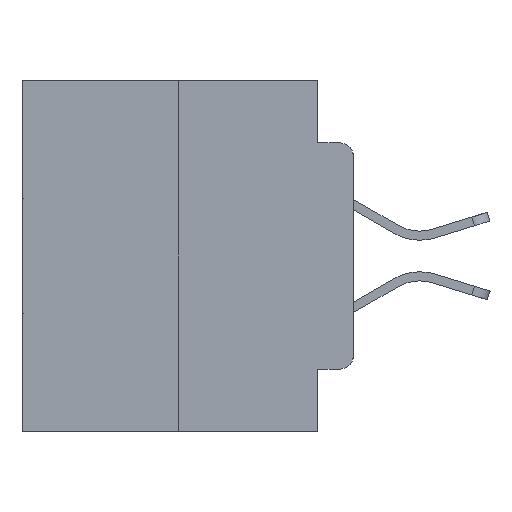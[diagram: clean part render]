
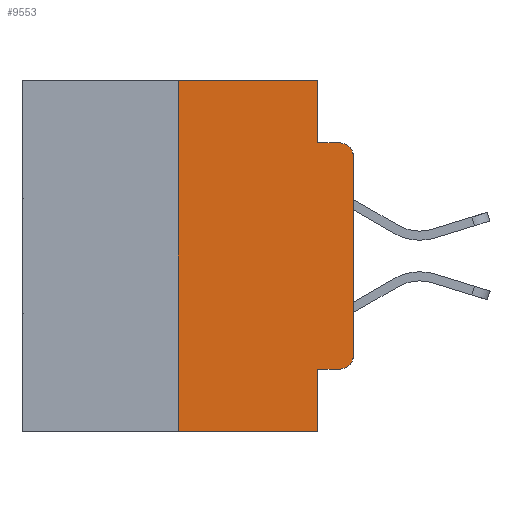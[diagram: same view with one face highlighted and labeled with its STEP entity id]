
A CAD part, left-side view. The second image highlights one B-rep face of the part: STEP entity #9553.
In plain terms, the highlighted planar face has unit normal (-1, 0, 0).
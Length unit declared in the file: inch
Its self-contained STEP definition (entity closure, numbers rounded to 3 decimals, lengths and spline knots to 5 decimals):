
#130 = VECTOR ( 'NONE', #14315, 39.37008 ) ;
#263 = VERTEX_POINT ( 'NONE', #3500 ) ;
#532 = DIRECTION ( 'NONE',  ( 0., -1., 0. ) ) ;
#828 = LINE ( 'NONE', #25348, #130 ) ;
#929 = EDGE_CURVE ( 'NONE', #3775, #23700, #13743, .T. ) ;
#2412 = EDGE_CURVE ( 'NONE', #22544, #3775, #828, .T. ) ;
#2857 = VECTOR ( 'NONE', #532, 39.37008 ) ;
#3500 = CARTESIAN_POINT ( 'NONE',  ( 0., 0.02, -0.0885 ) ) ;
#3609 = EDGE_LOOP ( 'NONE', ( #4705, #15713, #20867, #20510, #23574, #13439, #6720, #18040, #19152, #10635 ) ) ;
#3775 = VERTEX_POINT ( 'NONE', #12143 ) ;
#3878 = CARTESIAN_POINT ( 'NONE',  ( 0., 0., -0.1085 ) ) ;
#4002 = CARTESIAN_POINT ( 'NONE',  ( 0., 0.051, -0.0885 ) ) ;
#4129 = VECTOR ( 'NONE', #10931, 39.37008 ) ;
#4416 = DIRECTION ( 'NONE',  ( 0., -1., 0. ) ) ;
#4667 = LINE ( 'NONE', #24550, #14420 ) ;
#4705 = ORIENTED_EDGE ( 'NONE', *, *, #28333, .T. ) ;
#5108 = AXIS2_PLACEMENT_3D ( 'NONE', #14945, #14659, #14801 ) ;
#5653 = VECTOR ( 'NONE', #4416, 39.37008 ) ;
#6720 = ORIENTED_EDGE ( 'NONE', *, *, #28665, .T. ) ;
#6797 = CARTESIAN_POINT ( 'NONE',  ( 0., 0.051, 0. ) ) ;
#7240 = EDGE_CURVE ( 'NONE', #21296, #14639, #15516, .T. ) ;
#7386 = LINE ( 'NONE', #20303, #8404 ) ;
#8404 = VECTOR ( 'NONE', #9428, 39.37008 ) ;
#9428 = DIRECTION ( 'NONE',  ( 0., 0., 1. ) ) ;
#9553 = ADVANCED_FACE ( 'NONE', ( #21106 ), #9638, .F. ) ;
#9638 = PLANE ( 'NONE',  #22213 ) ;
#10069 = DIRECTION ( 'NONE',  ( 0., 0., -1. ) ) ;
#10635 = ORIENTED_EDGE ( 'NONE', *, *, #23987, .T. ) ;
#10905 = EDGE_CURVE ( 'NONE', #15260, #22544, #19365, .T. ) ;
#10931 = DIRECTION ( 'NONE',  ( 0., 0., 1. ) ) ;
#11812 = EDGE_CURVE ( 'NONE', #17326, #263, #25495, .T. ) ;
#12143 = CARTESIAN_POINT ( 'NONE',  ( 0., 0.051, 0. ) ) ;
#13439 = ORIENTED_EDGE ( 'NONE', *, *, #10905, .F. ) ;
#13743 = LINE ( 'NONE', #15778, #15596 ) ;
#13791 = CARTESIAN_POINT ( 'NONE',  ( 0., 0.25, -0.5 ) ) ;
#14315 = DIRECTION ( 'NONE',  ( 0., -1., 0. ) ) ;
#14420 = VECTOR ( 'NONE', #27468, 39.37008 ) ;
#14639 = VERTEX_POINT ( 'NONE', #20427 ) ;
#14659 = DIRECTION ( 'NONE',  ( -1., 0., 0. ) ) ;
#14801 = DIRECTION ( 'NONE',  ( 0., 0., -1. ) ) ;
#14945 = CARTESIAN_POINT ( 'NONE',  ( 0., 0.02, -0.1085 ) ) ;
#15260 = VERTEX_POINT ( 'NONE', #13791 ) ;
#15371 = DIRECTION ( 'NONE',  ( 0., 0., -1. ) ) ;
#15516 = LINE ( 'NONE', #6797, #21661 ) ;
#15596 = VECTOR ( 'NONE', #24492, 39.37008 ) ;
#15713 = ORIENTED_EDGE ( 'NONE', *, *, #11812, .T. ) ;
#15778 = CARTESIAN_POINT ( 'NONE',  ( 0., 0.051, 0. ) ) ;
#15833 = VERTEX_POINT ( 'NONE', #25224 ) ;
#17326 = VERTEX_POINT ( 'NONE', #3878 ) ;
#17611 = CARTESIAN_POINT ( 'NONE',  ( 0., 0.25, 0. ) ) ;
#18040 = ORIENTED_EDGE ( 'NONE', *, *, #7240, .F. ) ;
#18250 = CARTESIAN_POINT ( 'NONE',  ( 0., 0.473, -0.5 ) ) ;
#18504 = CARTESIAN_POINT ( 'NONE',  ( 0., 0.473, 0. ) ) ;
#18506 = CARTESIAN_POINT ( 'NONE',  ( 0., 0.02, -0.3915 ) ) ;
#19152 = ORIENTED_EDGE ( 'NONE', *, *, #27284, .T. ) ;
#19315 = CARTESIAN_POINT ( 'NONE',  ( 0., 0.051, -0.4115 ) ) ;
#19365 = LINE ( 'NONE', #17611, #4129 ) ;
#20303 = CARTESIAN_POINT ( 'NONE',  ( 0., 0., 0. ) ) ;
#20427 = CARTESIAN_POINT ( 'NONE',  ( 0., 0.051, -0.5 ) ) ;
#20510 = ORIENTED_EDGE ( 'NONE', *, *, #929, .F. ) ;
#20867 = ORIENTED_EDGE ( 'NONE', *, *, #26455, .F. ) ;
#21106 = FACE_OUTER_BOUND ( 'NONE', #3609, .T. ) ;
#21296 = VERTEX_POINT ( 'NONE', #19315 ) ;
#21661 = VECTOR ( 'NONE', #15371, 39.37008 ) ;
#22115 = CARTESIAN_POINT ( 'NONE',  ( 0., 0.051, -0.4115 ) ) ;
#22213 = AXIS2_PLACEMENT_3D ( 'NONE', #18504, #27374, #10069 ) ;
#22544 = VERTEX_POINT ( 'NONE', #23129 ) ;
#22875 = LINE ( 'NONE', #18250, #2857 ) ;
#23129 = CARTESIAN_POINT ( 'NONE',  ( 0., 0.25, 0. ) ) ;
#23574 = ORIENTED_EDGE ( 'NONE', *, *, #2412, .F. ) ;
#23700 = VERTEX_POINT ( 'NONE', #4002 ) ;
#23841 = CARTESIAN_POINT ( 'NONE',  ( 0., 0., -0.3915 ) ) ;
#23987 = EDGE_CURVE ( 'NONE', #15833, #24994, #26842, .T. ) ;
#24142 = DIRECTION ( 'NONE',  ( 0., 0., -1. ) ) ;
#24305 = LINE ( 'NONE', #22115, #5653 ) ;
#24492 = DIRECTION ( 'NONE',  ( 0., 0., -1. ) ) ;
#24550 = CARTESIAN_POINT ( 'NONE',  ( 0., 0.051, -0.0885 ) ) ;
#24994 = VERTEX_POINT ( 'NONE', #23841 ) ;
#25224 = CARTESIAN_POINT ( 'NONE',  ( 0., 0.02, -0.4115 ) ) ;
#25348 = CARTESIAN_POINT ( 'NONE',  ( 0., 0.473, 0. ) ) ;
#25495 = CIRCLE ( 'NONE', #5108, 0.02 ) ;
#26361 = AXIS2_PLACEMENT_3D ( 'NONE', #18506, #27376, #24142 ) ;
#26455 = EDGE_CURVE ( 'NONE', #23700, #263, #4667, .T. ) ;
#26842 = CIRCLE ( 'NONE', #26361, 0.02 ) ;
#27284 = EDGE_CURVE ( 'NONE', #21296, #15833, #24305, .T. ) ;
#27374 = DIRECTION ( 'NONE',  ( 1., 0., 0. ) ) ;
#27376 = DIRECTION ( 'NONE',  ( -1., 0., 0. ) ) ;
#27468 = DIRECTION ( 'NONE',  ( 0., -1., 0. ) ) ;
#28333 = EDGE_CURVE ( 'NONE', #24994, #17326, #7386, .T. ) ;
#28665 = EDGE_CURVE ( 'NONE', #15260, #14639, #22875, .T. ) ;
